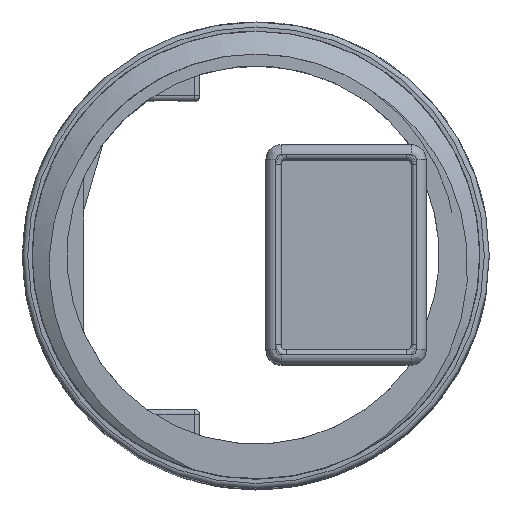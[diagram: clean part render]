
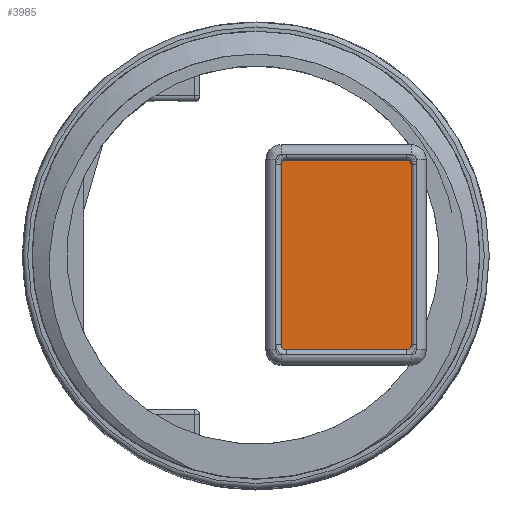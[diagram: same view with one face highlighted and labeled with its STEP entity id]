
A CAD part, top view. The second image highlights one B-rep face of the part: STEP entity #3985.
In plain terms, the highlighted planar face has unit normal (0, 0, 1).
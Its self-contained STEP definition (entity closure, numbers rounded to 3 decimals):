
#118=PLANE('',#4373);
#340=FACE_OUTER_BOUND('',#569,.T.);
#569=EDGE_LOOP('',(#3456,#3457,#3458,#3459,#3460,#3461,#3462,#3463));
#720=CIRCLE('',#4252,0.5);
#734=CIRCLE('',#4274,0.5);
#736=CIRCLE('',#4277,0.5);
#738=CIRCLE('',#4280,0.5);
#995=LINE('',#7313,#1279);
#1195=LINE('',#17622,#1479);
#1196=LINE('',#17624,#1480);
#1197=LINE('',#17663,#1481);
#1279=VECTOR('',#4596,1000.);
#1479=VECTOR('',#5320,1000.);
#1480=VECTOR('',#5323,1000.);
#1481=VECTOR('',#5328,1000.);
#1601=VERTEX_POINT('',#7309);
#1603=VERTEX_POINT('',#7312);
#1800=VERTEX_POINT('',#9718);
#1812=VERTEX_POINT('',#9924);
#1813=VERTEX_POINT('',#9929);
#1814=VERTEX_POINT('',#9931);
#1815=VERTEX_POINT('',#9936);
#1816=VERTEX_POINT('',#9938);
#2017=EDGE_CURVE('',#1601,#1603,#995,.T.);
#2290=EDGE_CURVE('',#1601,#1800,#720,.T.);
#2313=EDGE_CURVE('',#1812,#1603,#734,.T.);
#2317=EDGE_CURVE('',#1814,#1813,#736,.T.);
#2321=EDGE_CURVE('',#1816,#1815,#738,.T.);
#2472=EDGE_CURVE('',#1814,#1815,#1195,.T.);
#2473=EDGE_CURVE('',#1812,#1813,#1196,.T.);
#2475=EDGE_CURVE('',#1816,#1800,#1197,.T.);
#3456=ORIENTED_EDGE('',*,*,#2321,.T.);
#3457=ORIENTED_EDGE('',*,*,#2472,.F.);
#3458=ORIENTED_EDGE('',*,*,#2317,.T.);
#3459=ORIENTED_EDGE('',*,*,#2473,.F.);
#3460=ORIENTED_EDGE('',*,*,#2313,.T.);
#3461=ORIENTED_EDGE('',*,*,#2017,.F.);
#3462=ORIENTED_EDGE('',*,*,#2290,.T.);
#3463=ORIENTED_EDGE('',*,*,#2475,.F.);
#3985=ADVANCED_FACE('',(#340),#118,.T.);
#4252=AXIS2_PLACEMENT_3D('',#9720,#5013,#5014);
#4274=AXIS2_PLACEMENT_3D('',#9925,#5062,#5063);
#4277=AXIS2_PLACEMENT_3D('',#9932,#5070,#5071);
#4280=AXIS2_PLACEMENT_3D('',#9939,#5078,#5079);
#4373=AXIS2_PLACEMENT_3D('',#17664,#5329,#5330);
#4596=DIRECTION('',(0.,1.,0.));
#5013=DIRECTION('center_axis',(0.,0.,
1.));
#5014=DIRECTION('ref_axis',(-0.707,-0.707,0.));
#5062=DIRECTION('center_axis',(0.,0.,
1.));
#5063=DIRECTION('ref_axis',(-0.707,0.707,0.));
#5070=DIRECTION('center_axis',(0.,0.,
1.));
#5071=DIRECTION('ref_axis',(0.707,0.707,0.));
#5078=DIRECTION('center_axis',(0.,0.,
1.));
#5079=DIRECTION('ref_axis',(0.707,-0.707,0.));
#5320=DIRECTION('',(0.,-1.,0.));
#5323=DIRECTION('',(1.,0.,0.));
#5328=DIRECTION('',(-1.,0.,0.));
#5329=DIRECTION('center_axis',(0.,0.,
1.));
#5330=DIRECTION('ref_axis',(0.,1.,0.));
#7309=CARTESIAN_POINT('',(2.497,-9.,79.542));
#7312=CARTESIAN_POINT('',(2.497,9.,79.542));
#7313=CARTESIAN_POINT('',(2.497,0.,79.542));
#9718=CARTESIAN_POINT('',(2.997,-9.5,79.542));
#9720=CARTESIAN_POINT('Origin',(2.997,-9.,79.542));
#9924=CARTESIAN_POINT('',(2.997,9.5,79.542));
#9925=CARTESIAN_POINT('Origin',(2.997,9.,79.542));
#9929=CARTESIAN_POINT('',(14.997,9.5,79.542));
#9931=CARTESIAN_POINT('',(15.497,9.,79.542));
#9932=CARTESIAN_POINT('Origin',(14.997,9.,79.542));
#9936=CARTESIAN_POINT('',(15.497,-9.,79.542));
#9938=CARTESIAN_POINT('',(14.997,-9.5,79.542));
#9939=CARTESIAN_POINT('Origin',(14.997,-9.,79.542));
#17622=CARTESIAN_POINT('',(15.497,0.,79.542));
#17624=CARTESIAN_POINT('',(4.499,9.5,79.542));
#17663=CARTESIAN_POINT('',(4.499,-9.5,79.542));
#17664=CARTESIAN_POINT('Origin',(0.,0.,
79.542));
